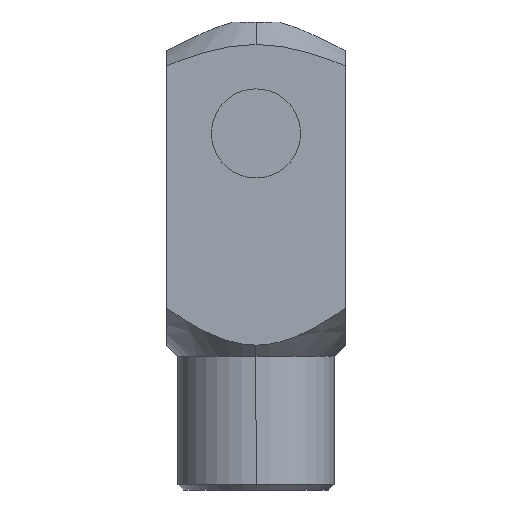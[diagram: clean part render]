
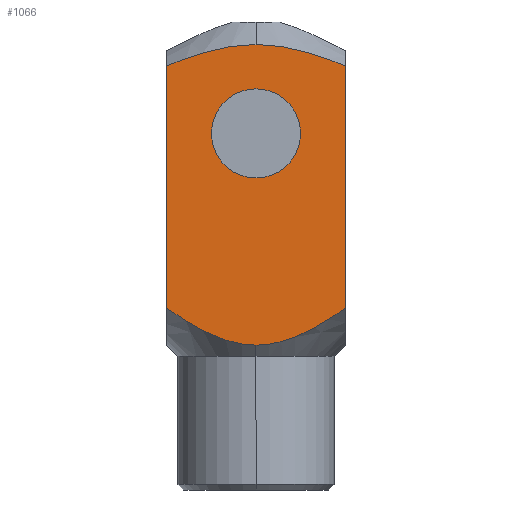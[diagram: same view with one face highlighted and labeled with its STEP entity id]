
A CAD part, left-side view. The second image highlights one B-rep face of the part: STEP entity #1066.
In plain terms, the highlighted planar face has unit normal (-1, 0, 0).
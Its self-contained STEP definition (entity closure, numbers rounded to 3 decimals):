
#121=CARTESIAN_POINT('',(-8.,0.,39.979));
#122=VERTEX_POINT('',#121);
#153=CARTESIAN_POINT('',(-8.0,8.0,38.066));
#154=VERTEX_POINT('',#153);
#168=CARTESIAN_POINT('',(-8.,0.,39.979));
#169=CARTESIAN_POINT('',(-8.,3.314,39.979));
#170=CARTESIAN_POINT('',(-8.0,8.0,38.066));
#178=(BOUNDED_CURVE()B_SPLINE_CURVE(2,(#168,#169,#170),.UNSPECIFIED.,.F.,.U.)B_SPLINE_CURVE_WITH_KNOTS((3,3),(3.688,5.623),.UNSPECIFIED.)CURVE()GEOMETRIC_REPRESENTATION_ITEM()RATIONAL_B_SPLINE_CURVE((2.656,2.656,2.201))REPRESENTATION_ITEM(''));
#179=EDGE_CURVE('',#122,#154,#178,.T.);
#208=CARTESIAN_POINT('',(-8.,0.,13.));
#209=VERTEX_POINT('',#208);
#216=CARTESIAN_POINT('',(-8.0,8.0,16.314));
#217=VERTEX_POINT('',#216);
#218=CARTESIAN_POINT('',(-8.0,8.0,16.314));
#219=CARTESIAN_POINT('',(-8.,3.314,13.));
#220=CARTESIAN_POINT('',(-8.,0.,13.));
#228=(BOUNDED_CURVE()B_SPLINE_CURVE(2,(#218,#219,#220),.UNSPECIFIED.,.F.,.U.)B_SPLINE_CURVE_WITH_KNOTS((3,3),(0.542,1.749),.UNSPECIFIED.)CURVE()GEOMETRIC_REPRESENTATION_ITEM()RATIONAL_B_SPLINE_CURVE((1.294,1.563,1.563))REPRESENTATION_ITEM(''));
#229=EDGE_CURVE('',#217,#209,#228,.T.);
#311=CARTESIAN_POINT('',(-8.,-4.0,32.));
#312=VERTEX_POINT('',#311);
#328=CARTESIAN_POINT('',(-8.,4.0,32.));
#329=VERTEX_POINT('',#328);
#336=CARTESIAN_POINT('',(-8.,0.0,32.));
#337=DIRECTION('',(1.0,0.0,0.0));
#338=DIRECTION('',(0.0,-1.0,0.0));
#339=AXIS2_PLACEMENT_3D('',#336,#337,#338);
#340=CIRCLE('',#339,4.0);
#341=EDGE_CURVE('',#312,#329,#340,.T.);
#738=CARTESIAN_POINT('',(-8.,0.0,32.));
#739=DIRECTION('',(1.0,0.0,0.0));
#740=DIRECTION('',(0.0,-1.0,0.0));
#741=AXIS2_PLACEMENT_3D('',#738,#739,#740);
#742=CIRCLE('',#741,4.0);
#743=EDGE_CURVE('',#329,#312,#742,.T.);
#821=CARTESIAN_POINT('',(-8.,-8.,16.314));
#822=VERTEX_POINT('',#821);
#836=CARTESIAN_POINT('',(-8.,0.,13.));
#837=CARTESIAN_POINT('',(-8.,-3.314,13.));
#838=CARTESIAN_POINT('',(-8.,-8.,16.314));
#846=(BOUNDED_CURVE()B_SPLINE_CURVE(2,(#836,#837,#838),.UNSPECIFIED.,.F.,.U.)B_SPLINE_CURVE_WITH_KNOTS((3,3),(1.749,2.957),.UNSPECIFIED.)CURVE()GEOMETRIC_REPRESENTATION_ITEM()RATIONAL_B_SPLINE_CURVE((1.563,1.562,1.294))REPRESENTATION_ITEM(''));
#847=EDGE_CURVE('',#209,#822,#846,.T.);
#902=CARTESIAN_POINT('',(-8.0,8.0,16.314));
#903=DIRECTION('',(0.0,0.0,1.0));
#904=VECTOR('',#903,21.752);
#905=LINE('',#902,#904);
#906=EDGE_CURVE('',#217,#154,#905,.T.);
#942=CARTESIAN_POINT('',(-8.,-8.,38.066));
#943=VERTEX_POINT('',#942);
#944=CARTESIAN_POINT('',(-8.,-8.,38.066));
#945=CARTESIAN_POINT('',(-8.,-3.314,39.979));
#946=CARTESIAN_POINT('',(-8.,0.,39.979));
#954=(BOUNDED_CURVE()B_SPLINE_CURVE(2,(#944,#945,#946),.UNSPECIFIED.,.F.,.U.)B_SPLINE_CURVE_WITH_KNOTS((3,3),(1.754,3.688),.UNSPECIFIED.)CURVE()GEOMETRIC_REPRESENTATION_ITEM()RATIONAL_B_SPLINE_CURVE((2.201,2.656,2.656))REPRESENTATION_ITEM(''));
#955=EDGE_CURVE('',#943,#122,#954,.T.);
#1044=CARTESIAN_POINT('',(-8.,-8.,12.));
#1045=DIRECTION('',(-1.0,0.0,0.0));
#1046=DIRECTION('',(0.0,0.0,1.0));
#1047=AXIS2_PLACEMENT_3D('',#1044,#1045,#1046);
#1048=PLANE('',#1047);
#1049=ORIENTED_EDGE('',*,*,#229,.T.);
#1050=ORIENTED_EDGE('',*,*,#847,.T.);
#1051=CARTESIAN_POINT('',(-8.,-8.,16.314));
#1052=DIRECTION('',(0.0,0.0,1.0));
#1053=VECTOR('',#1052,21.752);
#1054=LINE('',#1051,#1053);
#1055=EDGE_CURVE('',#822,#943,#1054,.T.);
#1056=ORIENTED_EDGE('',*,*,#1055,.T.);
#1057=ORIENTED_EDGE('',*,*,#955,.T.);
#1058=ORIENTED_EDGE('',*,*,#179,.T.);
#1059=ORIENTED_EDGE('',*,*,#906,.F.);
#1060=EDGE_LOOP('',(#1049,#1050,#1056,#1057,#1058,#1059));
#1061=FACE_OUTER_BOUND('',#1060,.T.);
#1062=ORIENTED_EDGE('',*,*,#743,.T.);
#1063=ORIENTED_EDGE('',*,*,#341,.T.);
#1064=EDGE_LOOP('',(#1062,#1063));
#1065=FACE_BOUND('',#1064,.T.);
#1066=ADVANCED_FACE('',(#1061,#1065),#1048,.T.);
